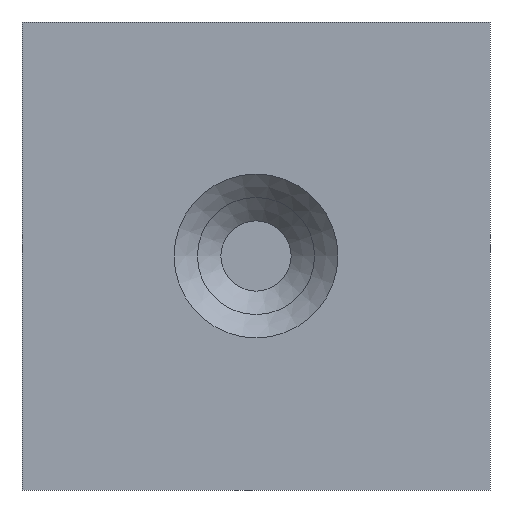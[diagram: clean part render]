
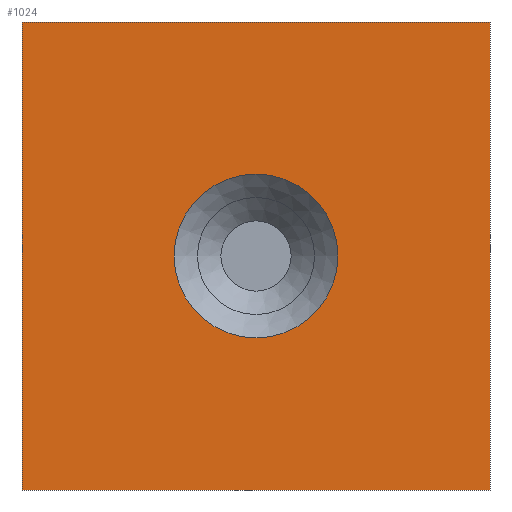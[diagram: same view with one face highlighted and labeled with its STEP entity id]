
A CAD part, front view. The second image highlights one B-rep face of the part: STEP entity #1024.
In plain terms, the highlighted planar face has unit normal (0, -1, 0).
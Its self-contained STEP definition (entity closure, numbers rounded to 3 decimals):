
#107 = PLANE('',#108);
#108 = AXIS2_PLACEMENT_3D('',#109,#110,#111);
#109 = CARTESIAN_POINT('',(1.945,7.992,5.));
#110 = DIRECTION('',(0.,0.,1.));
#111 = DIRECTION('',(1.,0.,-0.));
#161 = PLANE('',#162);
#162 = AXIS2_PLACEMENT_3D('',#163,#164,#165);
#163 = CARTESIAN_POINT('',(1.945,7.992,-5.));
#164 = DIRECTION('',(0.,0.,1.));
#165 = DIRECTION('',(1.,0.,-0.));
#438 = VERTEX_POINT('',#439);
#439 = CARTESIAN_POINT('',(-5.,-15.,-5.));
#453 = PLANE('',#454);
#454 = AXIS2_PLACEMENT_3D('',#455,#456,#457);
#455 = CARTESIAN_POINT('',(-5.,-10.,-5.));
#456 = DIRECTION('',(1.,-0.,-0.));
#457 = DIRECTION('',(-0.,-1.,-0.));
#465 = EDGE_CURVE('',#438,#466,#468,.T.);
#466 = VERTEX_POINT('',#467);
#467 = CARTESIAN_POINT('',(5.,-15.,-5.));
#468 = SURFACE_CURVE('',#469,(#473,#480),.PCURVE_S1.);
#469 = LINE('',#470,#471);
#470 = CARTESIAN_POINT('',(-5.,-15.,-5.));
#471 = VECTOR('',#472,1.);
#472 = DIRECTION('',(1.,-0.,-0.));
#473 = PCURVE('',#161,#474);
#474 = DEFINITIONAL_REPRESENTATION('',(#475),#479);
#475 = LINE('',#476,#477);
#476 = CARTESIAN_POINT('',(-6.945,-22.992));
#477 = VECTOR('',#478,1.);
#478 = DIRECTION('',(1.,-0.));
#479 = ( GEOMETRIC_REPRESENTATION_CONTEXT(2) 
PARAMETRIC_REPRESENTATION_CONTEXT() REPRESENTATION_CONTEXT('2D SPACE',''
  ) );
#480 = PCURVE('',#481,#486);
#481 = PLANE('',#482);
#482 = AXIS2_PLACEMENT_3D('',#483,#484,#485);
#483 = CARTESIAN_POINT('',(5.,-15.,-5.));
#484 = DIRECTION('',(-0.,1.,-0.));
#485 = DIRECTION('',(1.,0.,0.));
#486 = DEFINITIONAL_REPRESENTATION('',(#487),#491);
#487 = LINE('',#488,#489);
#488 = CARTESIAN_POINT('',(-10.,0.));
#489 = VECTOR('',#490,1.);
#490 = DIRECTION('',(1.,-0.));
#491 = ( GEOMETRIC_REPRESENTATION_CONTEXT(2) 
PARAMETRIC_REPRESENTATION_CONTEXT() REPRESENTATION_CONTEXT('2D SPACE',''
  ) );
#509 = PLANE('',#510);
#510 = AXIS2_PLACEMENT_3D('',#511,#512,#513);
#511 = CARTESIAN_POINT('',(5.,-10.,-5.));
#512 = DIRECTION('',(-1.,-0.,-0.));
#513 = DIRECTION('',(0.,1.,0.));
#719 = VERTEX_POINT('',#720);
#720 = CARTESIAN_POINT('',(-5.,-15.,5.));
#741 = EDGE_CURVE('',#742,#719,#744,.T.);
#742 = VERTEX_POINT('',#743);
#743 = CARTESIAN_POINT('',(5.,-15.,5.));
#744 = SURFACE_CURVE('',#745,(#749,#756),.PCURVE_S1.);
#745 = LINE('',#746,#747);
#746 = CARTESIAN_POINT('',(5.,-15.,5.));
#747 = VECTOR('',#748,1.);
#748 = DIRECTION('',(-1.,-0.,-0.));
#749 = PCURVE('',#107,#750);
#750 = DEFINITIONAL_REPRESENTATION('',(#751),#755);
#751 = LINE('',#752,#753);
#752 = CARTESIAN_POINT('',(3.055,-22.992));
#753 = VECTOR('',#754,1.);
#754 = DIRECTION('',(-1.,0.));
#755 = ( GEOMETRIC_REPRESENTATION_CONTEXT(2) 
PARAMETRIC_REPRESENTATION_CONTEXT() REPRESENTATION_CONTEXT('2D SPACE',''
  ) );
#756 = PCURVE('',#481,#757);
#757 = DEFINITIONAL_REPRESENTATION('',(#758),#762);
#758 = LINE('',#759,#760);
#759 = CARTESIAN_POINT('',(-0.,-10.));
#760 = VECTOR('',#761,1.);
#761 = DIRECTION('',(-1.,0.));
#762 = ( GEOMETRIC_REPRESENTATION_CONTEXT(2) 
PARAMETRIC_REPRESENTATION_CONTEXT() REPRESENTATION_CONTEXT('2D SPACE',''
  ) );
#1003 = EDGE_CURVE('',#438,#719,#1004,.T.);
#1004 = SURFACE_CURVE('',#1005,(#1009,#1016),.PCURVE_S1.);
#1005 = LINE('',#1006,#1007);
#1006 = CARTESIAN_POINT('',(-5.,-15.,-5.));
#1007 = VECTOR('',#1008,1.);
#1008 = DIRECTION('',(-0.,-0.,1.));
#1009 = PCURVE('',#453,#1010);
#1010 = DEFINITIONAL_REPRESENTATION('',(#1011),#1015);
#1011 = LINE('',#1012,#1013);
#1012 = CARTESIAN_POINT('',(5.,-0.));
#1013 = VECTOR('',#1014,1.);
#1014 = DIRECTION('',(0.,-1.));
#1015 = ( GEOMETRIC_REPRESENTATION_CONTEXT(2) 
PARAMETRIC_REPRESENTATION_CONTEXT() REPRESENTATION_CONTEXT('2D SPACE',''
  ) );
#1016 = PCURVE('',#481,#1017);
#1017 = DEFINITIONAL_REPRESENTATION('',(#1018),#1022);
#1018 = LINE('',#1019,#1020);
#1019 = CARTESIAN_POINT('',(-10.,0.));
#1020 = VECTOR('',#1021,1.);
#1021 = DIRECTION('',(-0.,-1.));
#1022 = ( GEOMETRIC_REPRESENTATION_CONTEXT(2) 
PARAMETRIC_REPRESENTATION_CONTEXT() REPRESENTATION_CONTEXT('2D SPACE',''
  ) );
#1024 = ADVANCED_FACE('',(#1025,#1060),#481,.F.);
#1025 = FACE_BOUND('',#1026,.T.);
#1026 = EDGE_LOOP('',(#1027));
#1027 = ORIENTED_EDGE('',*,*,#1028,.F.);
#1028 = EDGE_CURVE('',#1029,#1029,#1031,.T.);
#1029 = VERTEX_POINT('',#1030);
#1030 = CARTESIAN_POINT('',(1.75,-15.,0.));
#1031 = SURFACE_CURVE('',#1032,(#1037,#1048),.PCURVE_S1.);
#1032 = CIRCLE('',#1033,1.75);
#1033 = AXIS2_PLACEMENT_3D('',#1034,#1035,#1036);
#1034 = CARTESIAN_POINT('',(0.,-15.,0.));
#1035 = DIRECTION('',(0.,-1.,-0.));
#1036 = DIRECTION('',(1.,0.,0.));
#1037 = PCURVE('',#481,#1038);
#1038 = DEFINITIONAL_REPRESENTATION('',(#1039),#1047);
#1039 = ( BOUNDED_CURVE() B_SPLINE_CURVE(2,(#1040,#1041,#1042,#1043,
#1044,#1045,#1046),.UNSPECIFIED.,.T.,.F.) B_SPLINE_CURVE_WITH_KNOTS((1,2
    ,2,2,2,1),(-2.094,0.,2.094,4.189,
6.283,8.378),.UNSPECIFIED.) CURVE() 
GEOMETRIC_REPRESENTATION_ITEM() RATIONAL_B_SPLINE_CURVE((1.,0.5,1.,0.5,
1.,0.5,1.)) REPRESENTATION_ITEM('') );
#1040 = CARTESIAN_POINT('',(-3.25,-5.));
#1041 = CARTESIAN_POINT('',(-3.25,-8.031));
#1042 = CARTESIAN_POINT('',(-5.875,-6.516));
#1043 = CARTESIAN_POINT('',(-8.5,-5.));
#1044 = CARTESIAN_POINT('',(-5.875,-3.484));
#1045 = CARTESIAN_POINT('',(-3.25,-1.969));
#1046 = CARTESIAN_POINT('',(-3.25,-5.));
#1047 = ( GEOMETRIC_REPRESENTATION_CONTEXT(2) 
PARAMETRIC_REPRESENTATION_CONTEXT() REPRESENTATION_CONTEXT('2D SPACE',''
  ) );
#1048 = PCURVE('',#1049,#1054);
#1049 = CONICAL_SURFACE('',#1050,1.25,0.785);
#1050 = AXIS2_PLACEMENT_3D('',#1051,#1052,#1053);
#1051 = CARTESIAN_POINT('',(0.,-14.5,0.));
#1052 = DIRECTION('',(0.,-1.,-0.));
#1053 = DIRECTION('',(1.,0.,0.));
#1054 = DEFINITIONAL_REPRESENTATION('',(#1055),#1059);
#1055 = LINE('',#1056,#1057);
#1056 = CARTESIAN_POINT('',(-0.,0.5));
#1057 = VECTOR('',#1058,1.);
#1058 = DIRECTION('',(1.,-0.));
#1059 = ( GEOMETRIC_REPRESENTATION_CONTEXT(2) 
PARAMETRIC_REPRESENTATION_CONTEXT() REPRESENTATION_CONTEXT('2D SPACE',''
  ) );
#1060 = FACE_BOUND('',#1061,.T.);
#1061 = EDGE_LOOP('',(#1062,#1083,#1084,#1085));
#1062 = ORIENTED_EDGE('',*,*,#1063,.T.);
#1063 = EDGE_CURVE('',#466,#742,#1064,.T.);
#1064 = SURFACE_CURVE('',#1065,(#1069,#1076),.PCURVE_S1.);
#1065 = LINE('',#1066,#1067);
#1066 = CARTESIAN_POINT('',(5.,-15.,-5.));
#1067 = VECTOR('',#1068,1.);
#1068 = DIRECTION('',(-0.,-0.,1.));
#1069 = PCURVE('',#481,#1070);
#1070 = DEFINITIONAL_REPRESENTATION('',(#1071),#1075);
#1071 = LINE('',#1072,#1073);
#1072 = CARTESIAN_POINT('',(0.,-0.));
#1073 = VECTOR('',#1074,1.);
#1074 = DIRECTION('',(-0.,-1.));
#1075 = ( GEOMETRIC_REPRESENTATION_CONTEXT(2) 
PARAMETRIC_REPRESENTATION_CONTEXT() REPRESENTATION_CONTEXT('2D SPACE',''
  ) );
#1076 = PCURVE('',#509,#1077);
#1077 = DEFINITIONAL_REPRESENTATION('',(#1078),#1082);
#1078 = LINE('',#1079,#1080);
#1079 = CARTESIAN_POINT('',(-5.,0.));
#1080 = VECTOR('',#1081,1.);
#1081 = DIRECTION('',(-0.,-1.));
#1082 = ( GEOMETRIC_REPRESENTATION_CONTEXT(2) 
PARAMETRIC_REPRESENTATION_CONTEXT() REPRESENTATION_CONTEXT('2D SPACE',''
  ) );
#1083 = ORIENTED_EDGE('',*,*,#741,.T.);
#1084 = ORIENTED_EDGE('',*,*,#1003,.F.);
#1085 = ORIENTED_EDGE('',*,*,#465,.T.);
